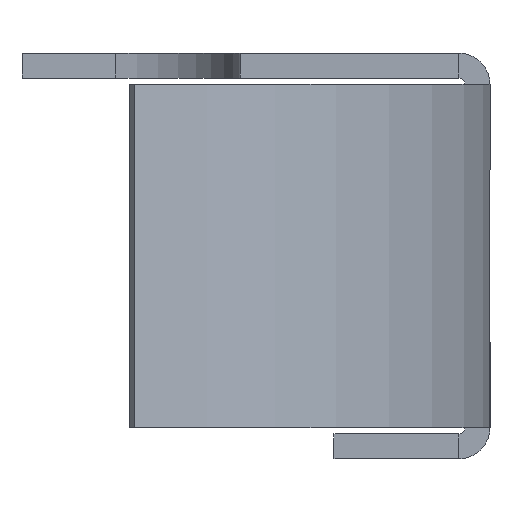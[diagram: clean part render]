
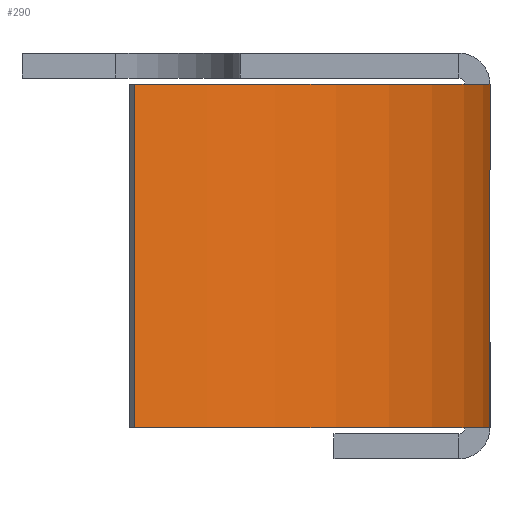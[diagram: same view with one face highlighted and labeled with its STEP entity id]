
A CAD part, left-side view. The second image highlights one B-rep face of the part: STEP entity #290.
In plain terms, the highlighted cylindrical face has radius 13.8 mm (diameter 27.6 mm), a partial arc.
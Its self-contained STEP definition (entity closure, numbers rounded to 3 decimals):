
#76 = LINE ( 'NONE', #2417, #1065 ) ;
#277 = VERTEX_POINT ( 'NONE', #719 ) ;
#290 = ADVANCED_FACE ( 'NONE', ( #976 ), #813, .T. ) ;
#462 = AXIS2_PLACEMENT_3D ( 'NONE', #1928, #1923, #1893 ) ;
#477 = AXIS2_PLACEMENT_3D ( 'NONE', #2052, #2044, #2040 ) ;
#590 = VERTEX_POINT ( 'NONE', #1250 ) ;
#719 = CARTESIAN_POINT ( 'NONE',  ( -63.84, 11.404, -5.5 ) ) ;
#785 = VERTEX_POINT ( 'NONE', #2334 ) ;
#813 = CYLINDRICAL_SURFACE ( 'NONE', #1478, 13.8 ) ;
#847 = VECTOR ( 'NONE', #1886, 1000. ) ;
#905 = CIRCLE ( 'NONE', #462, 13.8 ) ;
#976 = FACE_OUTER_BOUND ( 'NONE', #1215, .T. ) ;
#1003 = ORIENTED_EDGE ( 'NONE', *, *, #2192, .T. ) ;
#1029 = ORIENTED_EDGE ( 'NONE', *, *, #2245, .F. ) ;
#1047 = VERTEX_POINT ( 'NONE', #1209 ) ;
#1051 = DIRECTION ( 'NONE',  ( 0., 0., 1. ) ) ;
#1057 = ORIENTED_EDGE ( 'NONE', *, *, #2260, .T. ) ;
#1065 = VECTOR ( 'NONE', #2384, 1000. ) ;
#1114 = ORIENTED_EDGE ( 'NONE', *, *, #2234, .F. ) ;
#1209 = CARTESIAN_POINT ( 'NONE',  ( -63.84, 11.404, 5.5 ) ) ;
#1215 = EDGE_LOOP ( 'NONE', ( #1003, #1029, #1057, #1114 ) ) ;
#1250 = CARTESIAN_POINT ( 'NONE',  ( -50.25, 0., 5.5 ) ) ;
#1389 = CARTESIAN_POINT ( 'NONE',  ( -50.25, 13.8, 5.5 ) ) ;
#1431 = CIRCLE ( 'NONE', #477, 13.8 ) ;
#1478 = AXIS2_PLACEMENT_3D ( 'NONE', #1389, #1051, #1722 ) ;
#1722 = DIRECTION ( 'NONE',  ( -0.985, -0.174, 0. ) ) ;
#1843 = LINE ( 'NONE', #1871, #847 ) ;
#1871 = CARTESIAN_POINT ( 'NONE',  ( -63.84, 11.404, -5.5 ) ) ;
#1886 = DIRECTION ( 'NONE',  ( 0., 0., -1. ) ) ;
#1893 = DIRECTION ( 'NONE',  ( 1., 0., 0. ) ) ;
#1923 = DIRECTION ( 'NONE',  ( 0., 0., 1. ) ) ;
#1928 = CARTESIAN_POINT ( 'NONE',  ( -50.25, 13.8, 5.5 ) ) ;
#2040 = DIRECTION ( 'NONE',  ( 1., 0., 0. ) ) ;
#2044 = DIRECTION ( 'NONE',  ( 0., 0., -1. ) ) ;
#2052 = CARTESIAN_POINT ( 'NONE',  ( -50.25, 13.8, -5.5 ) ) ;
#2192 = EDGE_CURVE ( 'NONE', #785, #590, #76, .T. ) ;
#2234 = EDGE_CURVE ( 'NONE', #785, #277, #1431, .T. ) ;
#2245 = EDGE_CURVE ( 'NONE', #1047, #590, #905, .T. ) ;
#2260 = EDGE_CURVE ( 'NONE', #1047, #277, #1843, .T. ) ;
#2334 = CARTESIAN_POINT ( 'NONE',  ( -50.25, 0., -5.5 ) ) ;
#2384 = DIRECTION ( 'NONE',  ( 0., 0., 1. ) ) ;
#2417 = CARTESIAN_POINT ( 'NONE',  ( -50.25, 0., -5.5 ) ) ;
